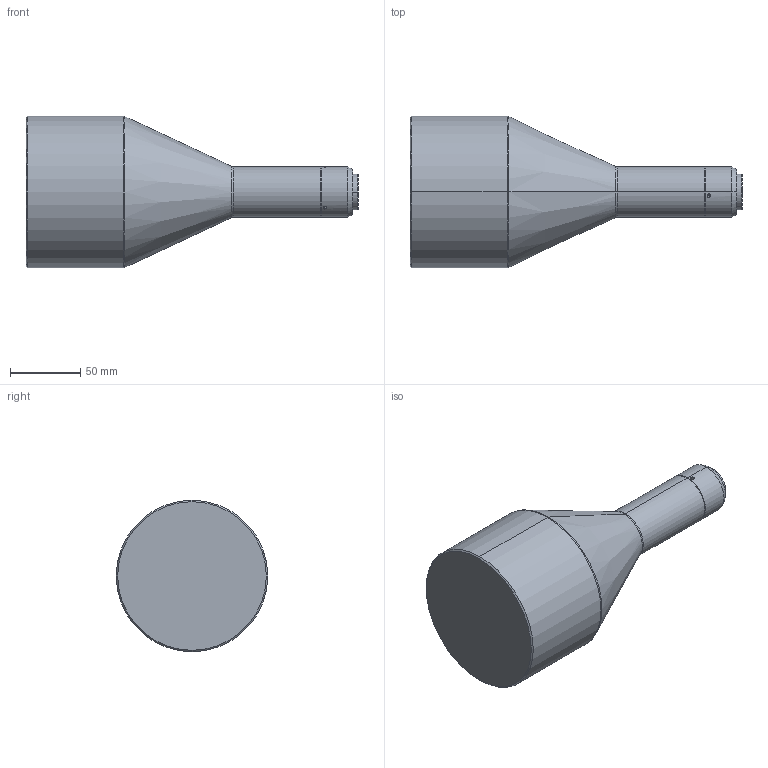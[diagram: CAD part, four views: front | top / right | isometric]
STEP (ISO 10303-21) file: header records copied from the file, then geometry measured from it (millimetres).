
FILE_DESCRIPTION (( 'STEP AP203' ), '1' );
FILE_NAME ('WWK022-220-111.STEP', '2019-12-03T06:03:20', ( 'Windows 蚚誧' ), ( '' ), 'SwSTEP 2.0', 'SolidWorks 2017', '' );
FILE_SCHEMA (( 'CONFIG_CONTROL_DESIGN' ));
Length unit declared in the file: millimetre
Products named in the file (1): WWK022-220-111
Bounding box: 236.8 x 108 x 108 mm (x, y, z)
Volume: 1070119.5 mm3; surface area: 63704.4 mm2
Topology: 1 solids, 1 shells, 39 faces, 84 edges, 47 vertices
Faces by surface type: cylinder 16, cone 14, plane 5, bspline 4
Entity records: 1221 total; most frequent: CARTESIAN_POINT 339, DIRECTION 178, ORIENTED_EDGE 156, EDGE_CURVE 78, AXIS2_PLACEMENT_3D 74, VERTEX_POINT 47, EDGE_LOOP 45, ADVANCED_FACE 39
